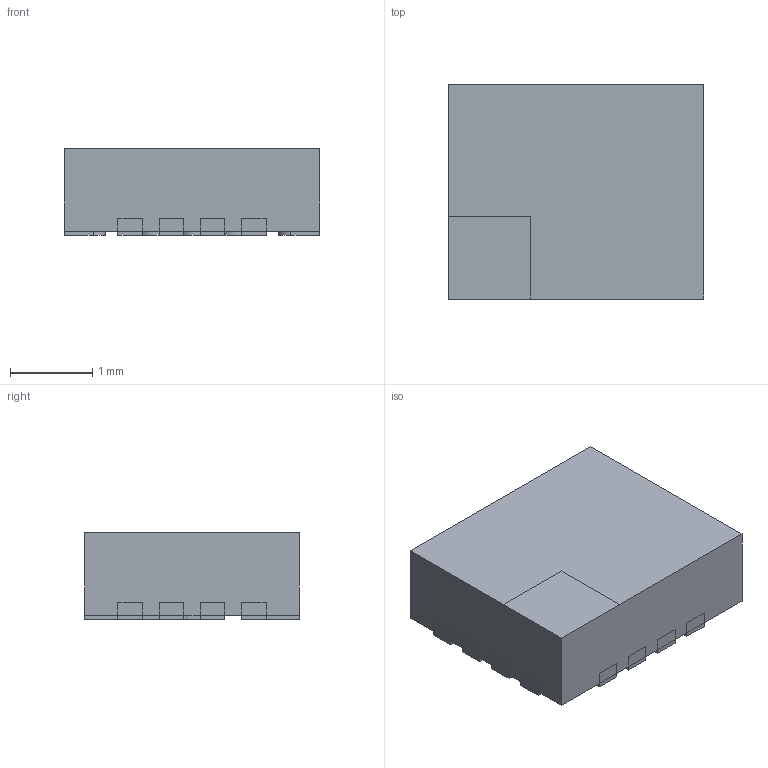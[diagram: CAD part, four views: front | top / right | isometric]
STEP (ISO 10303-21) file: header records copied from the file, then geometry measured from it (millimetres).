
FILE_DESCRIPTION (( 'STEP AP214' ), '1' );
FILE_NAME ('User Library-TPS63070 VQFN-15.STEP', '2023-06-22T00:37:21', ( '' ), ( '' ), 'SwSTEP 2.0', 'SolidWorks 2022', '' );
FILE_SCHEMA (( 'AUTOMOTIVE_DESIGN' ));
Length unit declared in the file: millimetre
Products named in the file (9): Pad11; Pads1-4; Pad9; Pad10; User Library-TPS63070 VQFN-15; Body; Pads12-15; Pads5-8; Pin_Index
Assembly tree (8 placements, depth 2):
  User Library-TPS63070 VQFN-15
    Pads12-15
    Body
    Pads5-8
    Pads1-4
    Pad9
    Pad11
    Pad10
    Pin_Index
Bounding box: 3.1 x 2.6 x 1.05 mm (x, y, z)
Surface area: 41 mm2
Topology: 15 solids, 15 shells, 102 faces, 220 edges, 148 vertices
Faces by surface type: plane 84, cylinder 18
Entity records: 4315 total; most frequent: CARTESIAN_POINT 493, DIRECTION 478, ORIENTED_EDGE 440, EDGE_CURVE 220, VECTOR 180, LINE 180, AXIS2_PLACEMENT_3D 149, VERTEX_POINT 148
